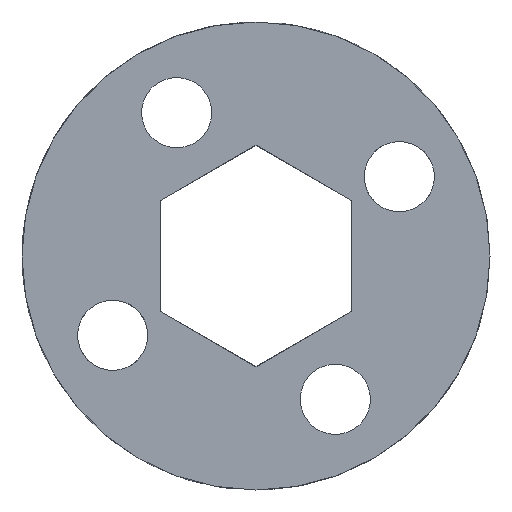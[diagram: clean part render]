
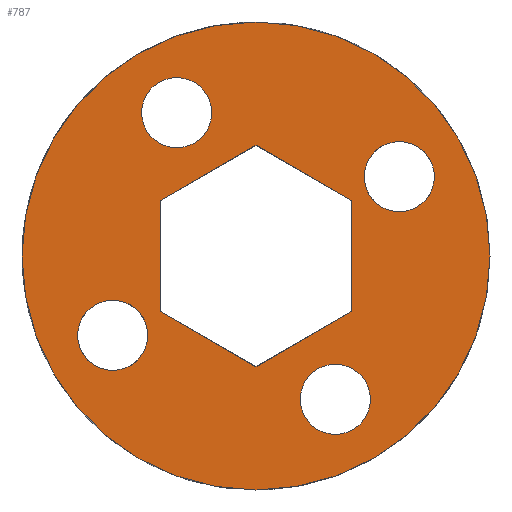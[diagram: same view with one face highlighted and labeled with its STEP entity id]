
A CAD part, front view. The second image highlights one B-rep face of the part: STEP entity #787.
In plain terms, the highlighted planar face has unit normal (0, -1, 0).
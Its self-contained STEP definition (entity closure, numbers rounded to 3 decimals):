
#86=FACE_BOUND('',#179,.T.);
#87=FACE_BOUND('',#180,.T.);
#88=FACE_BOUND('',#181,.T.);
#89=FACE_BOUND('',#182,.T.);
#90=FACE_BOUND('',#183,.T.);
#132=FACE_OUTER_BOUND('',#178,.T.);
#178=EDGE_LOOP('',(#724));
#179=EDGE_LOOP('',(#725,#726,#727,#728,#729,#730));
#180=EDGE_LOOP('',(#731));
#181=EDGE_LOOP('',(#732));
#182=EDGE_LOOP('',(#733));
#183=EDGE_LOOP('',(#734));
#222=CIRCLE('',#863,10.);
#226=CIRCLE('',#871,1.5);
#227=CIRCLE('',#874,1.5);
#228=CIRCLE('',#876,1.5);
#229=CIRCLE('',#878,1.5);
#242=LINE('',#1289,#281);
#249=LINE('',#1520,#288);
#254=LINE('',#1726,#293);
#259=LINE('',#1975,#298);
#262=LINE('',#2089,#301);
#268=LINE('',#2188,#307);
#281=VECTOR('',#960,10.);
#288=VECTOR('',#987,10.);
#293=VECTOR('',#1004,10.);
#298=VECTOR('',#1043,10.);
#301=VECTOR('',#1048,10.);
#307=VECTOR('',#1078,10.);
#340=VERTEX_POINT('',#1286);
#341=VERTEX_POINT('',#1288);
#354=VERTEX_POINT('',#1517);
#355=VERTEX_POINT('',#1519);
#362=VERTEX_POINT('',#1724);
#373=VERTEX_POINT('',#1892);
#377=VERTEX_POINT('',#2087);
#380=VERTEX_POINT('',#2171);
#381=VERTEX_POINT('',#2176);
#382=VERTEX_POINT('',#2180);
#383=VERTEX_POINT('',#2184);
#424=EDGE_CURVE('',#340,#341,#242,.T.);
#445=EDGE_CURVE('',#354,#355,#249,.T.);
#458=EDGE_CURVE('',#362,#340,#254,.T.);
#478=EDGE_CURVE('',#373,#373,#222,.T.);
#483=EDGE_CURVE('',#355,#362,#259,.T.);
#487=EDGE_CURVE('',#377,#354,#262,.T.);
#493=EDGE_CURVE('',#380,#380,#226,.T.);
#495=EDGE_CURVE('',#381,#381,#227,.T.);
#497=EDGE_CURVE('',#382,#382,#228,.T.);
#499=EDGE_CURVE('',#383,#383,#229,.T.);
#500=EDGE_CURVE('',#341,#377,#268,.T.);
#724=ORIENTED_EDGE('',*,*,#478,.F.);
#725=ORIENTED_EDGE('',*,*,#487,.F.);
#726=ORIENTED_EDGE('',*,*,#500,.F.);
#727=ORIENTED_EDGE('',*,*,#424,.F.);
#728=ORIENTED_EDGE('',*,*,#458,.F.);
#729=ORIENTED_EDGE('',*,*,#483,.F.);
#730=ORIENTED_EDGE('',*,*,#445,.F.);
#731=ORIENTED_EDGE('',*,*,#495,.F.);
#732=ORIENTED_EDGE('',*,*,#493,.F.);
#733=ORIENTED_EDGE('',*,*,#499,.F.);
#734=ORIENTED_EDGE('',*,*,#497,.F.);
#745=PLANE('',#880);
#787=ADVANCED_FACE('',(#132,#86,#87,#88,#89,#90),#745,.F.);
#863=AXIS2_PLACEMENT_3D('',#1894,#1035,#1036);
#871=AXIS2_PLACEMENT_3D('',#2173,#1057,#1058);
#874=AXIS2_PLACEMENT_3D('',#2178,#1064,#1065);
#876=AXIS2_PLACEMENT_3D('',#2182,#1069,#1070);
#878=AXIS2_PLACEMENT_3D('',#2186,#1074,#1075);
#880=AXIS2_PLACEMENT_3D('',#2189,#1079,#1080);
#960=DIRECTION('',(0.866,0.,0.5));
#987=DIRECTION('',(-0.866,0.,-0.5));
#1004=DIRECTION('',(0.866,0.,-0.5));
#1035=DIRECTION('center_axis',(0.,1.,0.));
#1036=DIRECTION('ref_axis',(-1.,0.,0.));
#1043=DIRECTION('',(0.,0.,-1.));
#1048=DIRECTION('',(-0.866,0.,0.5));
#1057=DIRECTION('center_axis',(0.,-1.,0.));
#1058=DIRECTION('ref_axis',(-1.,0.,0.));
#1064=DIRECTION('center_axis',(0.,-1.,0.));
#1065=DIRECTION('ref_axis',(-1.,0.,0.));
#1069=DIRECTION('center_axis',(0.,-1.,0.));
#1070=DIRECTION('ref_axis',(-1.,0.,0.));
#1074=DIRECTION('center_axis',(0.,-1.,0.));
#1075=DIRECTION('ref_axis',(-1.,0.,0.));
#1078=DIRECTION('',(0.,0.,1.));
#1079=DIRECTION('center_axis',(0.,1.,0.));
#1080=DIRECTION('ref_axis',(-1.,0.,0.));
#1286=CARTESIAN_POINT('',(0.,2.,-4.734));
#1288=CARTESIAN_POINT('',(4.1,2.,-2.367));
#1289=CARTESIAN_POINT('',(4.1,2.,-2.367));
#1517=CARTESIAN_POINT('',(0.,2.,4.734));
#1519=CARTESIAN_POINT('',(-4.1,2.,2.367));
#1520=CARTESIAN_POINT('',(-4.1,2.,2.367));
#1724=CARTESIAN_POINT('',(-4.1,2.,-2.367));
#1726=CARTESIAN_POINT('',(0.,2.,-4.734));
#1892=CARTESIAN_POINT('',(10.,2.,0.));
#1894=CARTESIAN_POINT('Origin',(0.,2.,0.));
#1975=CARTESIAN_POINT('',(-4.1,2.,-2.367));
#2087=CARTESIAN_POINT('',(4.1,2.,2.367));
#2089=CARTESIAN_POINT('',(0.,2.,4.734));
#2171=CARTESIAN_POINT('',(7.624,2.,3.39));
#2173=CARTESIAN_POINT('Origin',(6.124,2.,3.39));
#2176=CARTESIAN_POINT('',(-4.624,2.,-3.39));
#2178=CARTESIAN_POINT('Origin',(-6.124,2.,-3.39));
#2180=CARTESIAN_POINT('',(4.89,2.,-6.124));
#2182=CARTESIAN_POINT('Origin',(3.39,2.,-6.124));
#2184=CARTESIAN_POINT('',(-1.89,2.,6.124));
#2186=CARTESIAN_POINT('Origin',(-3.39,2.,6.124));
#2188=CARTESIAN_POINT('',(4.1,2.,2.367));
#2189=CARTESIAN_POINT('Origin',(0.,2.,0.));
